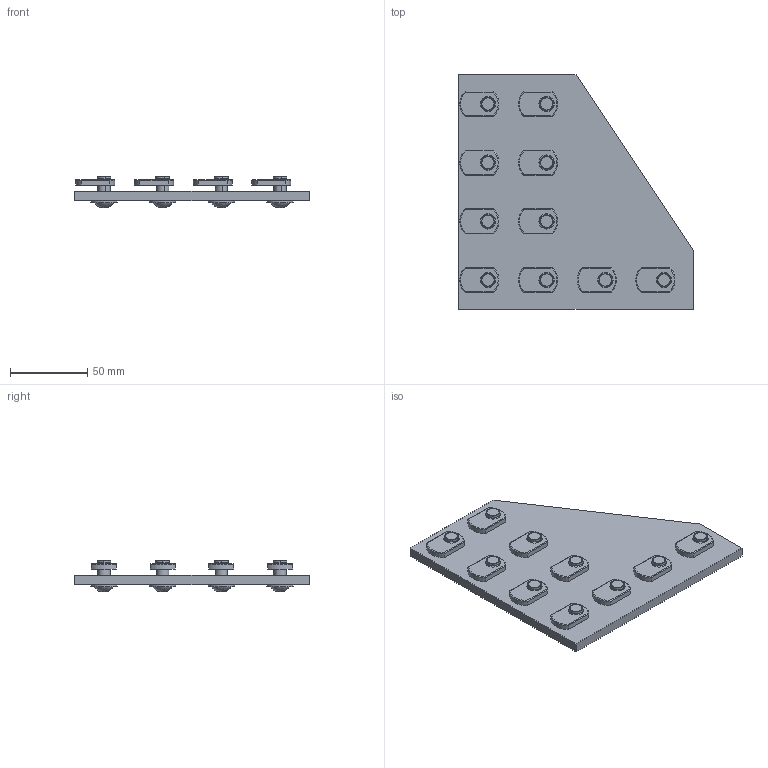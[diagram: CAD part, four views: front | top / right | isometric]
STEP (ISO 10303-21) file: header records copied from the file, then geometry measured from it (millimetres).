
FILE_DESCRIPTION (( 'STEP AP203' ), '1' );
FILE_NAME ('653160OH.SLDASM.step', '2003-10-13T11:27:21', ( 'Jerry Winters' ), ( 'GoEngineer' ), 'SwSTEP 2.0', 'SolidWorks 2003174', '' );
FILE_SCHEMA (( 'CONFIG_CONTROL_DESIGN' ));
Length unit declared in the file: inch
Products named in the file (5): 653160OH.SLDASM; 651129; FBHSCS_651134; 651097; Joining Plate (90 Degree)_653160
Assembly tree (13 placements, depth 3):
  653160OH.SLDASM
    651129  x10
      FBHSCS_651134
      651097
    Joining Plate (90 Degree)_653160
Bounding box: 152.4 x 152.4 x 20.27 mm (x, y, z)
Volume: 141133.7 mm3; surface area: 62985.1 mm2
Topology: 21 solids, 21 shells, 377 faces, 825 edges, 520 vertices
Faces by surface type: plane 157, cylinder 150, torus 50, sphere 20
Entity records: 2723 total; most frequent: DIRECTION 384, CARTESIAN_POINT 346, ORIENTED_EDGE 300, AXIS2_PLACEMENT_3D 159, EDGE_CURVE 150, VERTEX_POINT 97, EDGE_LOOP 87, CIRCLE 80
